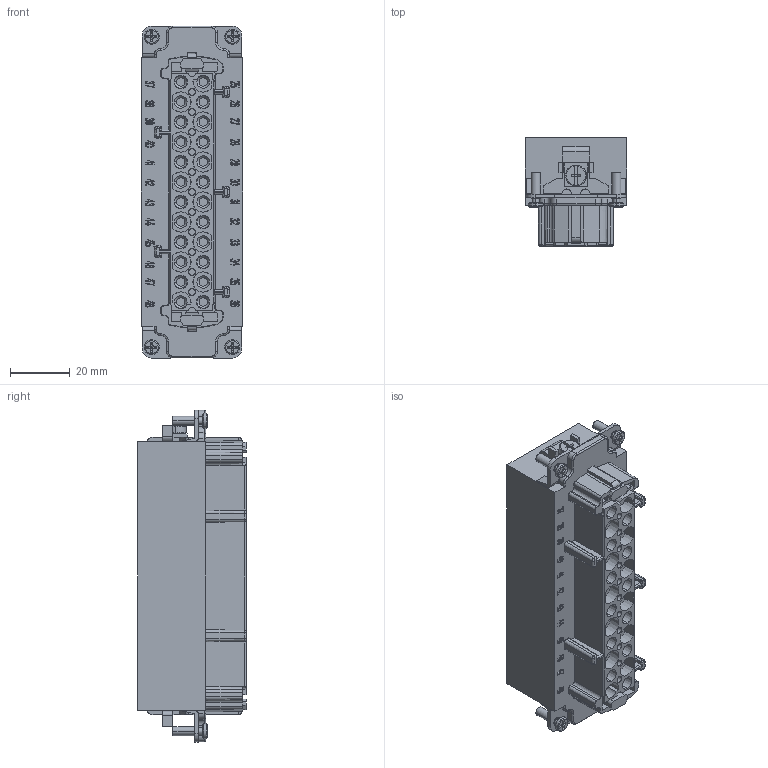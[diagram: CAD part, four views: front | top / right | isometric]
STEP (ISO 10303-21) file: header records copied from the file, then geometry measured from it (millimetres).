
FILE_DESCRIPTION((''),'2;1');
FILE_NAME('HE024FSW','2017-07-20T',('tl.yang'),(''),'PRO/ENGINEER BY PARAMETRIC TECHNOLOGY CORPORATION, 2011500','PRO/ENGINEER BY PARAMETRIC TECHNOLOGY CORPORATION, 2011500','');
FILE_SCHEMA(('CONFIG_CONTROL_DESIGN'));
Products named in the file (1): HE024FSW
Bounding box: 34 x 36.25 x 111.2 mm (x, y, z)
Volume: 82098.4 mm3; surface area: 28966.5 mm2
Topology: 1 solids, 2 shells, 4880 faces, 13581 edges, 8982 vertices
Faces by surface type: plane 4335, cylinder 298, cone 186, bspline 40, torus 21
Entity records: 155037 total; most frequent: CARTESIAN_POINT 29122, ORIENTED_EDGE 27162, DIRECTION 24110, EDGE_CURVE 13581, VECTOR 12548, LINE 12548, VERTEX_POINT 8982, AXIS2_PLACEMENT_3D 5781
